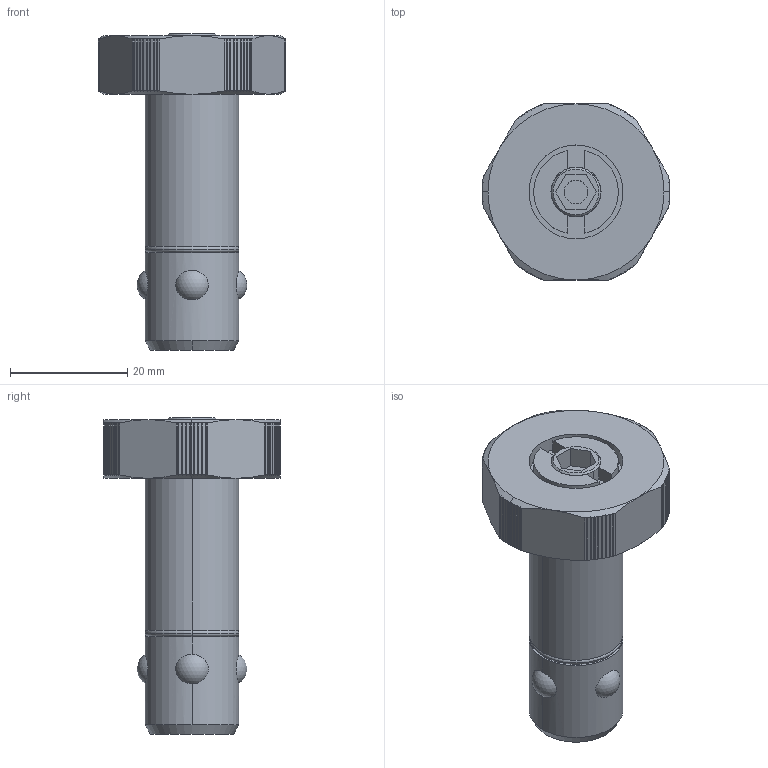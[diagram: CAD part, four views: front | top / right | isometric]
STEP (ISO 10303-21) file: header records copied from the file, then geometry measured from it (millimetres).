
FILE_DESCRIPTION(('STEP AP214'),'1');
FILE_NAME('HALDERN_EH_23111_0018.stp','2018-01-15T07:42:55',('TraceParts'),('TraceParts S.A.'),'Spatial InterOp 3D',' ',' ');
FILE_SCHEMA(('automotive_design'));
Length unit declared in the file: millimetre
Products named in the file (1): HALDERN_EH_23111_0018
Bounding box: 32 x 30 x 53.9 mm (x, y, z)
Volume: 15899.1 mm3; surface area: 6372.3 mm2
Topology: 1 solids, 1 shells, 226 faces, 626 edges, 412 vertices
Faces by surface type: plane 124, cylinder 74, cone 20, torus 4, sphere 4
Entity records: 9126 total; most frequent: CARTESIAN_POINT 2011, ORIENTED_EDGE 1252, DIRECTION 1036, EDGE_CURVE 626, VERTEX_POINT 412, AXIS2_PLACEMENT_3D 409, EDGE_LOOP 236, STYLED_ITEM 226
